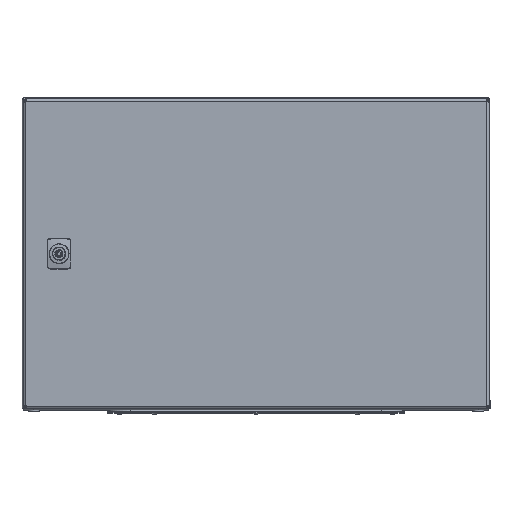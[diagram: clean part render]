
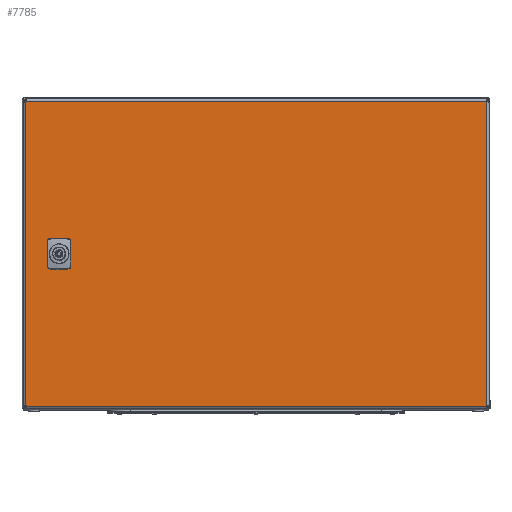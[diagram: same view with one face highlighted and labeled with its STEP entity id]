
A CAD part, top view. The second image highlights one B-rep face of the part: STEP entity #7785.
In plain terms, the highlighted face is planar.
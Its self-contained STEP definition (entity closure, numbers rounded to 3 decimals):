
#7785 = ADVANCED_FACE ( 'NONE', ( #40455, #40457 ), #40454, .F. ) ;
#7786 = EDGE_LOOP ( 'NONE', ( #7787, #7848, #7852, #7855, #7858, #45186, #7830, #7833 ) ) ;
#7787 = ORIENTED_EDGE ( 'NONE', *, *, #7788, .F. ) ;
#7788 = EDGE_CURVE ( 'NONE', #7844, #7845, #40447, .T. ) ;
#7821 = ORIENTED_EDGE ( 'NONE', *, *, #7822, .T. ) ;
#7822 = EDGE_CURVE ( 'NONE', #7905, #7823, #40511, .T. ) ;
#7823 = VERTEX_POINT ( 'NONE', #40507 ) ;
#7824 = ORIENTED_EDGE ( 'NONE', *, *, #7825, .T. ) ;
#7825 = EDGE_CURVE ( 'NONE', #7823, #7826, #40506, .T. ) ;
#7826 = VERTEX_POINT ( 'NONE', #40501 ) ;
#7828 = EDGE_CURVE ( 'NONE', #7829, #7860, #40500, .T. ) ;
#7829 = VERTEX_POINT ( 'NONE', #40495 ) ;
#7830 = ORIENTED_EDGE ( 'NONE', *, *, #7831, .F. ) ;
#7831 = EDGE_CURVE ( 'NONE', #7832, #7829, #40494, .T. ) ;
#7832 = VERTEX_POINT ( 'NONE', #40554 ) ;
#7833 = ORIENTED_EDGE ( 'NONE', *, *, #7834, .F. ) ;
#7834 = EDGE_CURVE ( 'NONE', #7845, #7832, #40553, .T. ) ;
#7835 = EDGE_LOOP ( 'NONE', ( #7836, #7840, #7898, #7900, #7903, #7821, #7824, #7885 ) ) ;
#7836 = ORIENTED_EDGE ( 'NONE', *, *, #7837, .F. ) ;
#7837 = EDGE_CURVE ( 'NONE', #7838, #7839, #40548, .T. ) ;
#7838 = VERTEX_POINT ( 'NONE', #40543 ) ;
#7839 = VERTEX_POINT ( 'NONE', #40542 ) ;
#7840 = ORIENTED_EDGE ( 'NONE', *, *, #7841, .T. ) ;
#7841 = EDGE_CURVE ( 'NONE', #7838, #7842, #40541, .T. ) ;
#7842 = VERTEX_POINT ( 'NONE', #40537 ) ;
#7843 = VERTEX_POINT ( 'NONE', #40536 ) ;
#7844 = VERTEX_POINT ( 'NONE', #40535 ) ;
#7845 = VERTEX_POINT ( 'NONE', #40534 ) ;
#7848 = ORIENTED_EDGE ( 'NONE', *, *, #7850, .F. ) ;
#7850 = EDGE_CURVE ( 'NONE', #7851, #7844, #40526, .T. ) ;
#7851 = VERTEX_POINT ( 'NONE', #40522 ) ;
#7852 = ORIENTED_EDGE ( 'NONE', *, *, #7853, .F. ) ;
#7853 = EDGE_CURVE ( 'NONE', #7854, #7851, #40586, .T. ) ;
#7854 = VERTEX_POINT ( 'NONE', #40582 ) ;
#7855 = ORIENTED_EDGE ( 'NONE', *, *, #7856, .F. ) ;
#7856 = EDGE_CURVE ( 'NONE', #7857, #7854, #40581, .T. ) ;
#7857 = VERTEX_POINT ( 'NONE', #40576 ) ;
#7858 = ORIENTED_EDGE ( 'NONE', *, *, #7859, .F. ) ;
#7859 = EDGE_CURVE ( 'NONE', #7860, #7857, #40575, .T. ) ;
#7860 = VERTEX_POINT ( 'NONE', #40571 ) ;
#7885 = ORIENTED_EDGE ( 'NONE', *, *, #7886, .T. ) ;
#7886 = EDGE_CURVE ( 'NONE', #7826, #7839, #40637, .T. ) ;
#7898 = ORIENTED_EDGE ( 'NONE', *, *, #7899, .T. ) ;
#7899 = EDGE_CURVE ( 'NONE', #7842, #7843, #40659, .T. ) ;
#7900 = ORIENTED_EDGE ( 'NONE', *, *, #7901, .T. ) ;
#7901 = EDGE_CURVE ( 'NONE', #7843, #7902, #40655, .T. ) ;
#7902 = VERTEX_POINT ( 'NONE', #40651 ) ;
#7903 = ORIENTED_EDGE ( 'NONE', *, *, #7904, .F. ) ;
#7904 = EDGE_CURVE ( 'NONE', #7905, #7902, #40650, .T. ) ;
#7905 = VERTEX_POINT ( 'NONE', #40645 ) ;
#40444 = DIRECTION ( 'NONE',  ( 0., 1., 0. ) ) ;
#40445 = VECTOR ( 'NONE', #40444, 1000. ) ;
#40446 = CARTESIAN_POINT ( 'NONE',  ( 243., 5.154, 0. ) ) ;
#40447 = LINE ( 'NONE', #40446, #40445 ) ;
#40448 = DIRECTION ( 'NONE',  ( 1., 0., 0. ) ) ;
#40449 = DIRECTION ( 'NONE',  ( 0., 0., 1. ) ) ;
#40450 = CARTESIAN_POINT ( 'NONE',  ( -310.5, -210.5, 0. ) ) ;
#40451 = AXIS2_PLACEMENT_3D ( 'NONE', #40450, #40449, #40448 ) ;
#40454 = PLANE ( 'NONE',  #40451 ) ;
#40455 = FACE_BOUND ( 'NONE', #7786, .T. ) ;
#40457 = FACE_OUTER_BOUND ( 'NONE', #7835, .T. ) ;
#40491 = DIRECTION ( 'NONE',  ( 1., 0., 0. ) ) ;
#40492 = VECTOR ( 'NONE', #40491, 1000. ) ;
#40493 = CARTESIAN_POINT ( 'NONE',  ( 247.846, 10., 0. ) ) ;
#40494 = LINE ( 'NONE', #40493, #40492 ) ;
#40495 = CARTESIAN_POINT ( 'NONE',  ( 258.154, 10., 0. ) ) ;
#40496 = DIRECTION ( 'NONE',  ( 1., 0., 0. ) ) ;
#40497 = DIRECTION ( 'NONE',  ( 0., 0., -1. ) ) ;
#40498 = CARTESIAN_POINT ( 'NONE',  ( 253., 0., 0. ) ) ;
#40499 = AXIS2_PLACEMENT_3D ( 'NONE', #40498, #40497, #40496 ) ;
#40500 = CIRCLE ( 'NONE', #40499, 11.25 ) ;
#40501 = CARTESIAN_POINT ( 'NONE',  ( 295., -195.5, 0. ) ) ;
#40502 = DIRECTION ( 'NONE',  ( -1., 0., 0. ) ) ;
#40503 = DIRECTION ( 'NONE',  ( 0., 0., 1. ) ) ;
#40504 = CARTESIAN_POINT ( 'NONE',  ( 297., -197., 0. ) ) ;
#40505 = AXIS2_PLACEMENT_3D ( 'NONE', #40504, #40503, #40502 ) ;
#40506 = CIRCLE ( 'NONE', #40505, 2.5 ) ;
#40507 = CARTESIAN_POINT ( 'NONE',  ( 295.5, -195., 0. ) ) ;
#40508 = DIRECTION ( 'NONE',  ( 0., -1., 0. ) ) ;
#40509 = VECTOR ( 'NONE', #40508, 1000. ) ;
#40510 = CARTESIAN_POINT ( 'NONE',  ( 295.5, -210.5, 0. ) ) ;
#40511 = LINE ( 'NONE', #40510, #40509 ) ;
#40522 = CARTESIAN_POINT ( 'NONE',  ( 247.846, -10., 0. ) ) ;
#40523 = DIRECTION ( 'NONE',  ( 1., 0., 0. ) ) ;
#40524 = DIRECTION ( 'NONE',  ( 0., 0., -1. ) ) ;
#40525 = AXIS2_PLACEMENT_3D ( 'NONE', #40531, #40524, #40523 ) ;
#40526 = CIRCLE ( 'NONE', #40525, 11.25 ) ;
#40531 = CARTESIAN_POINT ( 'NONE',  ( 253., 0., 0. ) ) ;
#40534 = CARTESIAN_POINT ( 'NONE',  ( 243., 5.154, 0. ) ) ;
#40535 = CARTESIAN_POINT ( 'NONE',  ( 243., -5.154, 0. ) ) ;
#40536 = CARTESIAN_POINT ( 'NONE',  ( -295., 195.5, 0. ) ) ;
#40537 = CARTESIAN_POINT ( 'NONE',  ( -295.5, 195., 0. ) ) ;
#40538 = DIRECTION ( 'NONE',  ( 0., 1., 0. ) ) ;
#40539 = VECTOR ( 'NONE', #40538, 1000. ) ;
#40540 = CARTESIAN_POINT ( 'NONE',  ( -295.5, -210.5, 0. ) ) ;
#40541 = LINE ( 'NONE', #40540, #40539 ) ;
#40542 = CARTESIAN_POINT ( 'NONE',  ( -295., -195.5, 0. ) ) ;
#40543 = CARTESIAN_POINT ( 'NONE',  ( -295.5, -195., 0. ) ) ;
#40544 = DIRECTION ( 'NONE',  ( 1., 0., 0. ) ) ;
#40545 = DIRECTION ( 'NONE',  ( 0., 0., -1. ) ) ;
#40546 = CARTESIAN_POINT ( 'NONE',  ( -297., -197., 0. ) ) ;
#40547 = AXIS2_PLACEMENT_3D ( 'NONE', #40546, #40545, #40544 ) ;
#40548 = CIRCLE ( 'NONE', #40547, 2.5 ) ;
#40549 = DIRECTION ( 'NONE',  ( 1., 0., 0. ) ) ;
#40550 = DIRECTION ( 'NONE',  ( 0., 0., -1. ) ) ;
#40551 = CARTESIAN_POINT ( 'NONE',  ( 253., 0., 0. ) ) ;
#40552 = AXIS2_PLACEMENT_3D ( 'NONE', #40551, #40550, #40549 ) ;
#40553 = CIRCLE ( 'NONE', #40552, 11.25 ) ;
#40554 = CARTESIAN_POINT ( 'NONE',  ( 247.846, 10., 0. ) ) ;
#40571 = CARTESIAN_POINT ( 'NONE',  ( 263., 5.154, 0. ) ) ;
#40572 = DIRECTION ( 'NONE',  ( 0., -1., 0. ) ) ;
#40573 = VECTOR ( 'NONE', #40572, 1000. ) ;
#40574 = CARTESIAN_POINT ( 'NONE',  ( 263., 5.154, 0. ) ) ;
#40575 = LINE ( 'NONE', #40574, #40573 ) ;
#40576 = CARTESIAN_POINT ( 'NONE',  ( 263., -5.154, 0. ) ) ;
#40577 = DIRECTION ( 'NONE',  ( 1., 0., 0. ) ) ;
#40578 = DIRECTION ( 'NONE',  ( 0., 0., -1. ) ) ;
#40579 = CARTESIAN_POINT ( 'NONE',  ( 253., 0., 0. ) ) ;
#40580 = AXIS2_PLACEMENT_3D ( 'NONE', #40579, #40578, #40577 ) ;
#40581 = CIRCLE ( 'NONE', #40580, 11.25 ) ;
#40582 = CARTESIAN_POINT ( 'NONE',  ( 258.154, -10., 0. ) ) ;
#40583 = DIRECTION ( 'NONE',  ( -1., 0., 0. ) ) ;
#40584 = VECTOR ( 'NONE', #40583, 1000. ) ;
#40585 = CARTESIAN_POINT ( 'NONE',  ( 247.846, -10., 0. ) ) ;
#40586 = LINE ( 'NONE', #40585, #40584 ) ;
#40634 = DIRECTION ( 'NONE',  ( -1., 0., 0. ) ) ;
#40635 = VECTOR ( 'NONE', #40634, 1000. ) ;
#40636 = CARTESIAN_POINT ( 'NONE',  ( -310.5, -195.5, 0. ) ) ;
#40637 = LINE ( 'NONE', #40636, #40635 ) ;
#40645 = CARTESIAN_POINT ( 'NONE',  ( 295.5, 195., 0. ) ) ;
#40646 = DIRECTION ( 'NONE',  ( -1., 0., 0. ) ) ;
#40647 = DIRECTION ( 'NONE',  ( 0., 0., -1. ) ) ;
#40648 = CARTESIAN_POINT ( 'NONE',  ( 297., 197., 0. ) ) ;
#40649 = AXIS2_PLACEMENT_3D ( 'NONE', #40648, #40647, #40646 ) ;
#40650 = CIRCLE ( 'NONE', #40649, 2.5 ) ;
#40651 = CARTESIAN_POINT ( 'NONE',  ( 295., 195.5, 0. ) ) ;
#40652 = DIRECTION ( 'NONE',  ( 1., 0., 0. ) ) ;
#40653 = VECTOR ( 'NONE', #40652, 1000. ) ;
#40654 = CARTESIAN_POINT ( 'NONE',  ( -310.5, 195.5, 0. ) ) ;
#40655 = LINE ( 'NONE', #40654, #40653 ) ;
#40656 = DIRECTION ( 'NONE',  ( 1., 0., 0. ) ) ;
#40657 = DIRECTION ( 'NONE',  ( 0., 0., 1. ) ) ;
#40658 = AXIS2_PLACEMENT_3D ( 'NONE', #40664, #40657, #40656 ) ;
#40659 = CIRCLE ( 'NONE', #40658, 2.5 ) ;
#40664 = CARTESIAN_POINT ( 'NONE',  ( -297., 197., 0. ) ) ;
#45186 = ORIENTED_EDGE ( 'NONE', *, *, #7828, .F. ) ;
